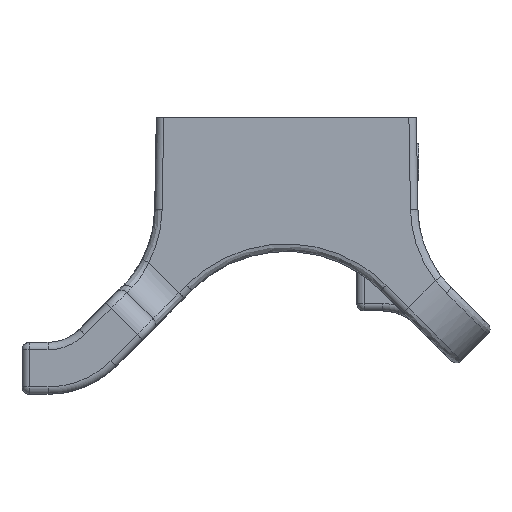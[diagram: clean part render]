
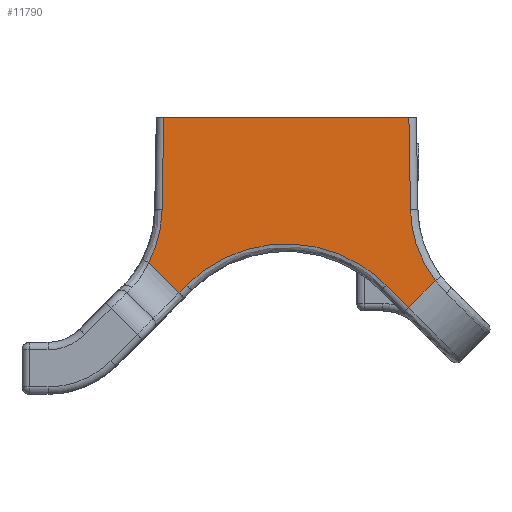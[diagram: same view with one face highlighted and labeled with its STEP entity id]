
A CAD part, left-side view. The second image highlights one B-rep face of the part: STEP entity #11790.
In plain terms, the highlighted face is planar.
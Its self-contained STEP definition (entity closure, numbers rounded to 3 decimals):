
#2130=CARTESIAN_POINT('',(18.34,-3.512,
-19.498));
#2140=VERTEX_POINT('',#2130);
#6390=CARTESIAN_POINT('',(18.,-1.5,0.));
#6400=VERTEX_POINT('',#6390);
#6430=CARTESIAN_POINT('',(18.,-1.5,
0.017));
#6440=DIRECTION('',(-0.017,0.017,
1.));
#6450=VECTOR('',#6440,1.);
#6460=LINE('',#6430,#6450);
#6470=CARTESIAN_POINT('',(18.217,-1.717,
-12.408));
#6480=VERTEX_POINT('',#6470);
#6490=EDGE_CURVE('',#6480,#6400,#6460,.T.);
#10680=CARTESIAN_POINT('',(18.,0.,0.));
#10690=DIRECTION('',(-1.,0.,-0.017));
#10700=DIRECTION('',(0.,1.,0.));
#10710=AXIS2_PLACEMENT_3D('',#10680,#10690,#10700);
#10720=PLANE('',#10710);
#10730=ORIENTED_EDGE('',*,*,#6490,.F.);
#10740=CARTESIAN_POINT('',(18.,0.,0.));
#10750=DIRECTION('',(0.,1.,0.));
#10760=VECTOR('',#10750,1.);
#10770=LINE('',#10740,#10760);
#10780=CARTESIAN_POINT('',(18.,31.5,0.));
#10790=VERTEX_POINT('',#10780);
#10800=EDGE_CURVE('',#6400,#10790,#10770,.T.);
#10810=ORIENTED_EDGE('',*,*,#10800,.F.);
#10820=CARTESIAN_POINT('',(18.217,31.717,
-12.408));
#10830=DIRECTION('',(-0.017,-0.017,
1.));
#10840=VECTOR('',#10830,1.);
#10850=LINE('',#10820,#10840);
#10860=CARTESIAN_POINT('',(18.217,31.717,
-12.408));
#10870=VERTEX_POINT('',#10860);
#10880=EDGE_CURVE('',#10870,#10790,#10850,.T.);
#10890=ORIENTED_EDGE('',*,*,#10880,.T.);
#10900=CARTESIAN_POINT('',(18.383,35.065,
-21.926));
#10910=CARTESIAN_POINT('',(18.382,35.015,
-21.86));
#10920=CARTESIAN_POINT('',(18.38,34.964,
-21.795));
#10930=CARTESIAN_POINT('',(18.362,34.172,
-20.738));
#10940=CARTESIAN_POINT('',(18.343,33.546,
-19.664));
#10950=CARTESIAN_POINT('',(18.302,32.522,
-17.317));
#10960=CARTESIAN_POINT('',(18.28,32.145,
-16.045));
#10970=CARTESIAN_POINT('',(18.245,31.815,
-14.051));
#10980=CARTESIAN_POINT('',(18.233,31.746,
-13.354));
#10990=CARTESIAN_POINT('',(18.219,31.72,
-12.573));
#11000=CARTESIAN_POINT('',(18.218,31.719,
-12.49));
#11010=CARTESIAN_POINT('',(18.217,31.717,
-12.408));
#11020=B_SPLINE_CURVE_WITH_KNOTS('',3,(#10900,#10910,#10920,#10930,
#10940,#10950,#10960,#10970,#10980,#10990,#11000,#11010),.UNSPECIFIED.,
.F.,.F.,(4,2,2,2,2,4),(0.,0.24,3.837,
7.673,9.705,9.946),.UNSPECIFIED.);
#11030=CARTESIAN_POINT('',(18.383,35.065,
-21.926));
#11040=VERTEX_POINT('',#11030);
#11050=EDGE_CURVE('',#11040,#10870,#11020,.T.);
#11060=ORIENTED_EDGE('',*,*,#11050,.T.);
#11070=CARTESIAN_POINT('',(18.995,0.,-56.991));
#11080=DIRECTION('',(0.012,-0.707,
-0.707));
#11090=VECTOR('',#11080,1.);
#11100=LINE('',#11070,#11090);
#11110=CARTESIAN_POINT('',(18.446,31.439,
-25.552));
#11120=VERTEX_POINT('',#11110);
#11130=EDGE_CURVE('',#11040,#11120,#11100,.T.);
#11140=ORIENTED_EDGE('',*,*,#11130,.F.);
#11150=CARTESIAN_POINT('',(18.,5.87,
0.017));
#11160=DIRECTION('',(0.012,0.707,
-0.707));
#11170=VECTOR('',#11160,1.);
#11180=LINE('',#11150,#11170);
#11190=CARTESIAN_POINT('',(18.394,28.435,
-22.548));
#11200=VERTEX_POINT('',#11190);
#11210=EDGE_CURVE('',#11200,#11120,#11180,.T.);
#11220=ORIENTED_EDGE('',*,*,#11210,.T.);
#11230=CARTESIAN_POINT('',(18.394,1.565,
-22.548));
#11240=CARTESIAN_POINT('',(18.393,1.599,
-22.513));
#11250=CARTESIAN_POINT('',(18.392,1.634,
-22.479));
#11260=CARTESIAN_POINT('',(18.389,1.828,
-22.287));
#11270=CARTESIAN_POINT('',(18.386,1.991,
-22.133));
#11280=CARTESIAN_POINT('',(18.365,3.312,
-20.921));
#11290=CARTESIAN_POINT('',(18.349,4.596,
-20.007));
#11300=CARTESIAN_POINT('',(18.323,7.357,
-18.517));
#11310=CARTESIAN_POINT('',(18.313,8.825,
-17.946));
#11320=CARTESIAN_POINT('',(18.3,11.868,
-17.177));
#11330=CARTESIAN_POINT('',(18.296,13.431,
-16.983));
#11340=CARTESIAN_POINT('',(18.296,16.569,
-16.983));
#11350=CARTESIAN_POINT('',(18.3,18.132,
-17.177));
#11360=CARTESIAN_POINT('',(18.313,21.175,
-17.946));
#11370=CARTESIAN_POINT('',(18.323,22.643,
-18.517));
#11380=CARTESIAN_POINT('',(18.349,25.404,
-20.007));
#11390=CARTESIAN_POINT('',(18.365,26.688,
-20.921));
#11400=CARTESIAN_POINT('',(18.386,28.009,
-22.133));
#11410=CARTESIAN_POINT('',(18.389,28.172,
-22.287));
#11420=CARTESIAN_POINT('',(18.392,28.366,
-22.479));
#11430=CARTESIAN_POINT('',(18.393,28.401,
-22.513));
#11440=CARTESIAN_POINT('',(18.394,28.435,
-22.548));
#11450=B_SPLINE_CURVE_WITH_KNOTS('',3,(#11230,#11240,#11250,#11260,
#11270,#11280,#11290,#11300,#11310,#11320,#11330,#11340,#11350,#11360,
#11370,#11380,#11390,#11400,#11410,#11420,#11430,#11440),.UNSPECIFIED.,
.F.,.F.,(4,2,2,2,2,2,2,2,2,2,4),(0.,0.142,0.796,
5.374,9.952,14.53,19.107,
23.685,28.263,28.917,29.059),
.UNSPECIFIED.);
#11460=CARTESIAN_POINT('',(18.394,1.565,
-22.548));
#11470=VERTEX_POINT('',#11460);
#11480=EDGE_CURVE('',#11470,#11200,#11450,.T.);
#11490=ORIENTED_EDGE('',*,*,#11480,.T.);
#11500=CARTESIAN_POINT('',(18.421,0.,-24.112));
#11510=DIRECTION('',(-0.012,0.707,
0.707));
#11520=VECTOR('',#11510,1.);
#11530=LINE('',#11500,#11520);
#11540=CARTESIAN_POINT('',(18.411,0.551,
-23.561));
#11550=VERTEX_POINT('',#11540);
#11560=EDGE_CURVE('',#11550,#11470,#11530,.T.);
#11570=ORIENTED_EDGE('',*,*,#11560,.T.);
#11580=CARTESIAN_POINT('',(18.402,0.,-23.01));
#11590=DIRECTION('',(-0.012,-0.707,
0.707));
#11600=VECTOR('',#11590,1.);
#11610=LINE('',#11580,#11600);
#11620=EDGE_CURVE('',#11550,#2140,#11610,.T.);
#11630=ORIENTED_EDGE('',*,*,#11620,.F.);
#11640=CARTESIAN_POINT('',(18.217,-1.717,
-12.408));
#11650=CARTESIAN_POINT('',(18.217,-1.718,
-12.456));
#11660=CARTESIAN_POINT('',(18.218,-1.719,
-12.505));
#11670=CARTESIAN_POINT('',(18.239,-1.75,
-13.682));
#11680=CARTESIAN_POINT('',(18.258,-1.899,
-14.804));
#11690=CARTESIAN_POINT('',(18.299,-2.457,
-17.103));
#11700=CARTESIAN_POINT('',(18.319,-2.887,
-18.266));
#11710=CARTESIAN_POINT('',(18.339,-3.468,
-19.411));
#11720=CARTESIAN_POINT('',(18.34,-3.49,
-19.455));
#11730=CARTESIAN_POINT('',(18.34,-3.512,
-19.498));
#11740=B_SPLINE_CURVE_WITH_KNOTS('',3,(#11640,#11650,#11660,#11670,
#11680,#11690,#11700,#11710,#11720,#11730),.UNSPECIFIED.,.F.,.F.,(4,2,2,
2,4),(0.,0.141,3.421,7.009,
7.15),.UNSPECIFIED.);
#11750=EDGE_CURVE('',#6480,#2140,#11740,.T.);
#11760=ORIENTED_EDGE('',*,*,#11750,.T.);
#11770=EDGE_LOOP('',(#11760,#11630,#11570,#11490,#11220,#11140,#11060,
#10890,#10810,#10730));
#11780=FACE_OUTER_BOUND('',#11770,.T.);
#11790=ADVANCED_FACE('',(#11780),#10720,.F.);
